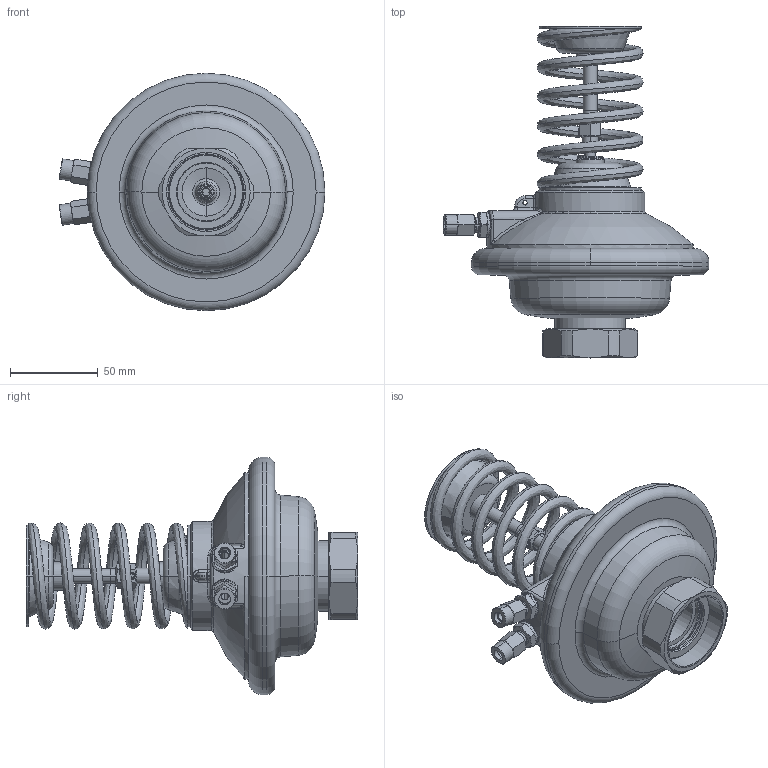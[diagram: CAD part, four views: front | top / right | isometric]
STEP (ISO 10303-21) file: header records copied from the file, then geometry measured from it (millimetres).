
FILE_DESCRIPTION((''),'2;1');
FILE_NAME('003H6850_ASM','2015-04-10T',('u317927'),('Danfoss'),'PRO/ENGINEER BY PARAMETRIC TECHNOLOGY CORPORATION, 2014000','PRO/ENGINEER BY PARAMETRIC TECHNOLOGY CORPORATION, 2014000','');
FILE_SCHEMA(('CONFIG_CONTROL_DESIGN'));
Products named in the file (20): 88812130; 88812110_ASM; 88812090_ASM; 88812010; 8883806_INST-1; 8883807; MATICA_M45; 88811910_ASM; 88811900-0_3-2_ASM; 100002502; FEDERTELLER-100001099-; FEDER-ROT; DIN916-M4X4; 100001128; 88837720_ASM; 5454032; 5184013; 5191729; 5211524; 003H6850_ASM
Assembly tree (22 placements, depth 6):
  003H6850_ASM
    88837720_ASM
      88811900-0_3-2_ASM
        88811910_ASM
          88812110_ASM
            88812130
          88812090_ASM
          88812010
          8883806_INST-1
          8883807
          MATICA_M45
      100002502
      FEDERTELLER-100001099-  x2
      FEDER-ROT
      DIN916-M4X4
      100001128
    5454032
    5184013  x2
    5191729  x2
    5211524
Bounding box: 151.18 x 188.7 x 135.1 mm (x, y, z)
Volume: 256465.5 mm3; surface area: 161982.2 mm2
Topology: 17 solids, 35 shells, 950 faces, 2216 edges, 1356 vertices
Faces by surface type: plane 336, cylinder 265, cone 209, torus 113, bspline 14, sphere 13
Entity records: 28478 total; most frequent: CARTESIAN_POINT 8606, DIRECTION 4288, ORIENTED_EDGE 3914, EDGE_CURVE 1985, AXIS2_PLACEMENT_3D 1795, VERTEX_POINT 1224, EDGE_LOOP 939, CIRCLE 887
